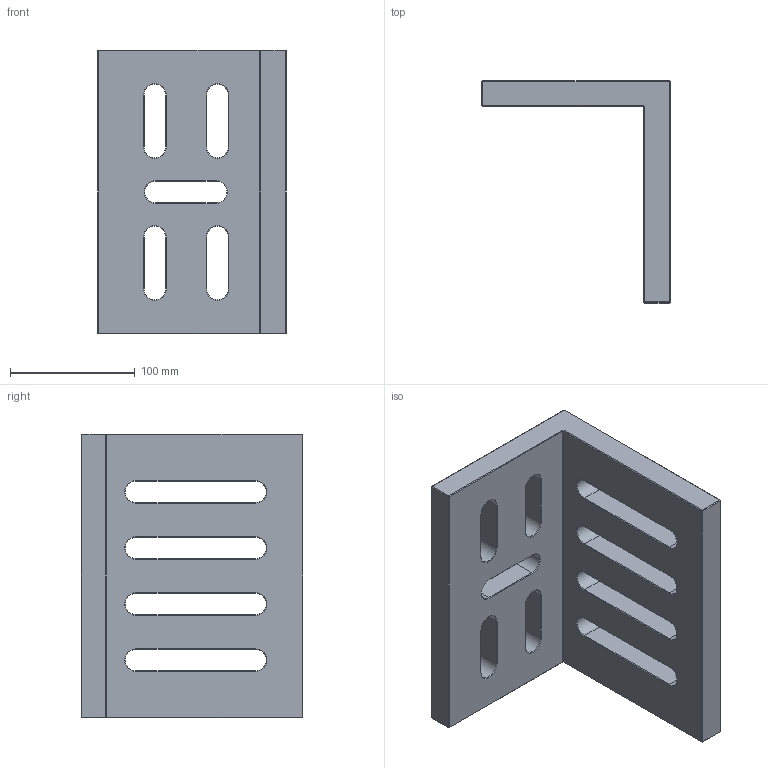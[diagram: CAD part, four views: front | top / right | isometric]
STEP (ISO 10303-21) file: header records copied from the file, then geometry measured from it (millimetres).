
FILE_DESCRIPTION (( 'STEP AP214' ), '1' );
FILE_NAME ('09-0592.STEP', '2024-04-23T03:07:15', ( '' ), ( '' ), 'SwSTEP 2.0', 'SolidWorks 2024', '' );
FILE_SCHEMA (( 'AUTOMOTIVE_DESIGN' ));
Length unit declared in the file: millimetre
Products named in the file (1): 09-0592
Bounding box: 151 x 178 x 228 mm (x, y, z)
Volume: 1189710.5 mm3; surface area: 170931.4 mm2
Topology: 1 solids, 1 shells, 155 faces, 353 edges, 200 vertices
Faces by surface type: plane 92, cone 44, cylinder 19
Entity records: 4268 total; most frequent: DIRECTION 755, CARTESIAN_POINT 709, ORIENTED_EDGE 706, EDGE_CURVE 353, LINE 263, VECTOR 263, AXIS2_PLACEMENT_3D 246, VERTEX_POINT 200
